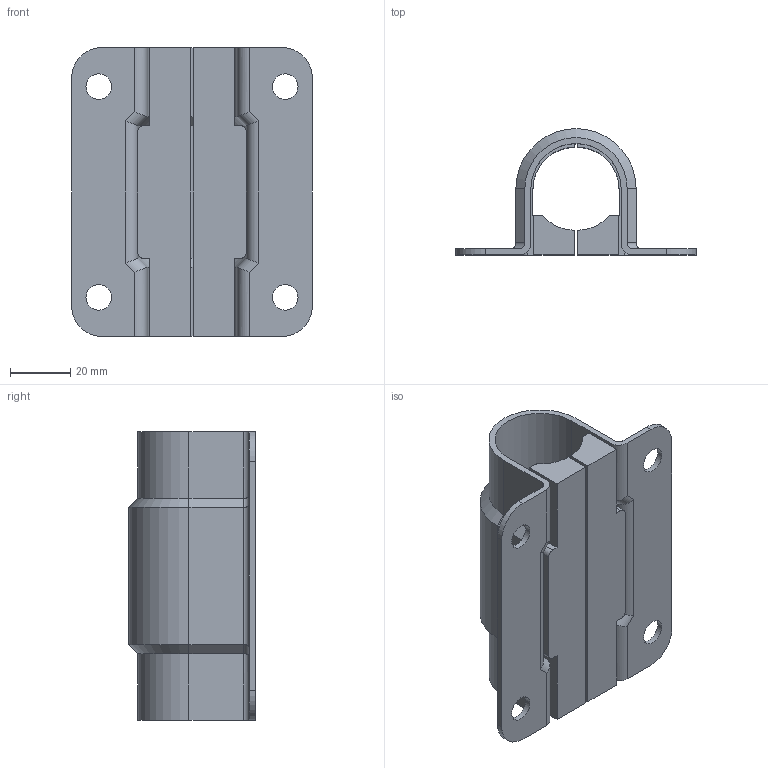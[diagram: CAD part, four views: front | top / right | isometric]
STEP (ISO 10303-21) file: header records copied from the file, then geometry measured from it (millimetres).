
FILE_DESCRIPTION (( 'STEP AP203' ), '1' );
FILE_NAME ('FA-1820-G-1.STEP', '2016-11-17T02:07:56', ( '' ), ( '' ), 'SwSTEP 2.0', 'SolidWorks 2014', '' );
FILE_SCHEMA (( 'CONFIG_CONTROL_DESIGN' ));
Length unit declared in the file: millimetre
Products named in the file (3): FA-1820-G-1; FA-1820-G-1_軸受; FA-1820-G-1_本体
Assembly tree (3 placements, depth 2):
  FA-1820-G-1
    FA-1820-G-1_本体
    FA-1820-G-1_軸受  x2
Bounding box: 80 x 42 x 96 mm (x, y, z)
Volume: 45185.4 mm3; surface area: 47053.4 mm2
Topology: 3 solids, 3 shells, 200 faces, 518 edges, 312 vertices
Faces by surface type: cylinder 96, plane 80, sphere 12, torus 8, cone 4
Entity records: 4348 total; most frequent: CARTESIAN_POINT 748, DIRECTION 711, ORIENTED_EDGE 678, EDGE_CURVE 339, AXIS2_PLACEMENT_3D 251, LINE 209, VECTOR 209, VERTEX_POINT 208
